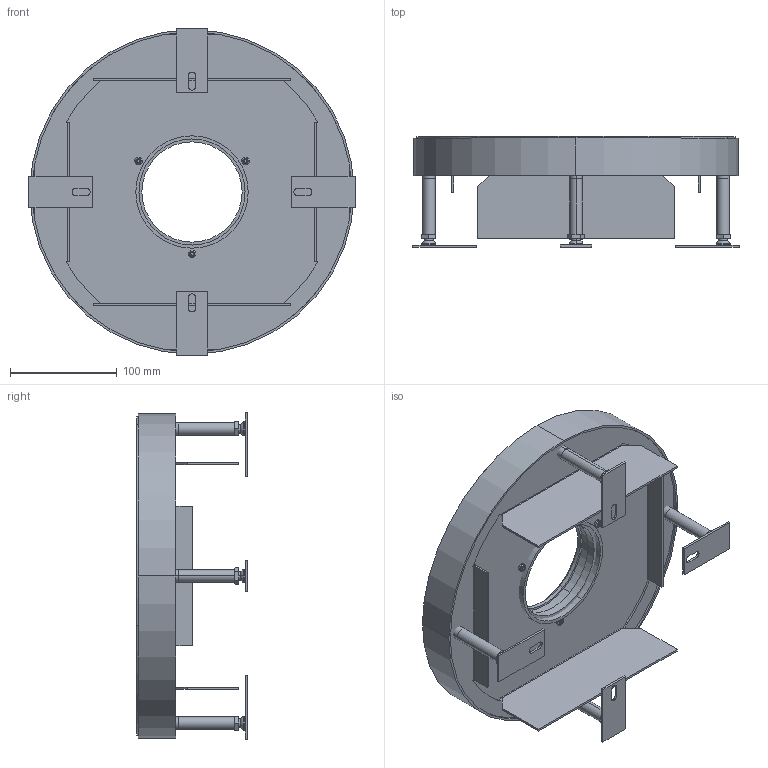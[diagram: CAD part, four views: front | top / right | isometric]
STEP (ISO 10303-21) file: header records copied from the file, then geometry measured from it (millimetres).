
FILE_DESCRIPTION (( 'STEP AP214' ), '1' );
FILE_NAME ('7409470.STP', '2020-12-09T12:23:59', ( '' ), ( '' ), 'SwSTEP 2.0', 'SolidWorks 2020', '' );
FILE_SCHEMA (( 'AUTOMOTIVE_DESIGN' ));
Length unit declared in the file: millimetre
Products named in the file (20): 046559_Gewindel„nge 20 mm; 053879_H=35 mm f〉 Blind und Tubus; 036160_Standard; 062060_Tubus (9) H=20 komplett ; 036161_Standard; 7409470; 061600_RKFR 9 (Tubus); 036159_Standard; 041219_Standard; 053773_Standard; 054599_Standard mit Mutter; 35014016_Standard; 061266_ H=21; 041819_L= 70 mm; 044260_Standard; 42389C_Blindniet gek〉zt (Einbausituation) bei 2mm Blech; 063342_Schwerlast H=20
Assembly tree (33 placements, depth 3):
  7409470
    063342_Schwerlast H=20
      053773_Standard
      053879_H=35 mm f〉 Blind und Tubus
      42389C_Blindniet gek〉zt (Einbausituation) bei 2mm Blech  x4
    062060_Tubus (9) H=20 komplett 
      061600_RKFR 9 (Tubus)
      044260_Standard
      036159_Standard
      036161_Standard
      036160_Standard
      046559_Gewindel„nge 20 mm  x3
      061266_ H=21
    054599_Standard mit Mutter
      041219_Standard
      041819_L= 70 mm
      35014016_Standard
    054599_Standard mit Mutter
      041219_Standard
      041819_L= 70 mm
      35014016_Standard
    054599_Standard mit Mutter
      041219_Standard
      041819_L= 70 mm
      35014016_Standard
    054599_Standard mit Mutter
      041219_Standard
      041819_L= 70 mm
      35014016_Standard
Bounding box: 306 x 103.9 x 306 mm (x, y, z)
Volume: 833467.3 mm3; surface area: 482455.1 mm2
Topology: 30 solids, 30 shells, 619 faces, 1413 edges, 874 vertices
Faces by surface type: cylinder 279, plane 200, cone 94, torus 26, sphere 16, bspline 4
Entity records: 9906 total; most frequent: CARTESIAN_POINT 1801, DIRECTION 1715, ORIENTED_EDGE 1422, EDGE_CURVE 711, AXIS2_PLACEMENT_3D 691, VERTEX_POINT 433, EDGE_LOOP 348, CIRCLE 338
